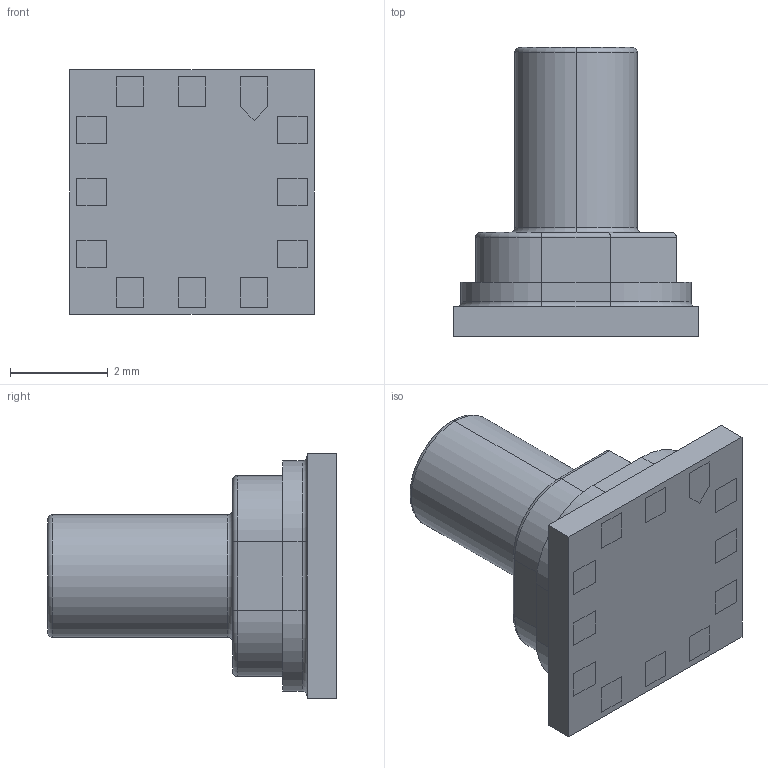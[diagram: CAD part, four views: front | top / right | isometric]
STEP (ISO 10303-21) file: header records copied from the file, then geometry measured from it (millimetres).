
FILE_DESCRIPTION (( 'STEP AP214' ), '1' );
FILE_NAME ('MPRLS0025PA00001A.STEP', '2021-07-16T08:19:37', ( '' ), ( '' ), 'SwSTEP 2.0', 'SolidWorks 2018', '' );
FILE_SCHEMA (( 'AUTOMOTIVE_DESIGN' ));
Length unit declared in the file: millimetre
Products named in the file (1): MPRLS0025PA00001A
Bounding box: 5 x 5.9 x 5 mm (x, y, z)
Volume: 47.8 mm3; surface area: 148.4 mm2
Topology: 13 solids, 13 shells, 184 faces, 406 edges, 264 vertices
Faces by surface type: plane 153, cylinder 20, torus 11
Entity records: 5805 total; most frequent: CARTESIAN_POINT 861, DIRECTION 825, ORIENTED_EDGE 812, EDGE_CURVE 406, LINE 353, VECTOR 353, VERTEX_POINT 264, AXIS2_PLACEMENT_3D 236
